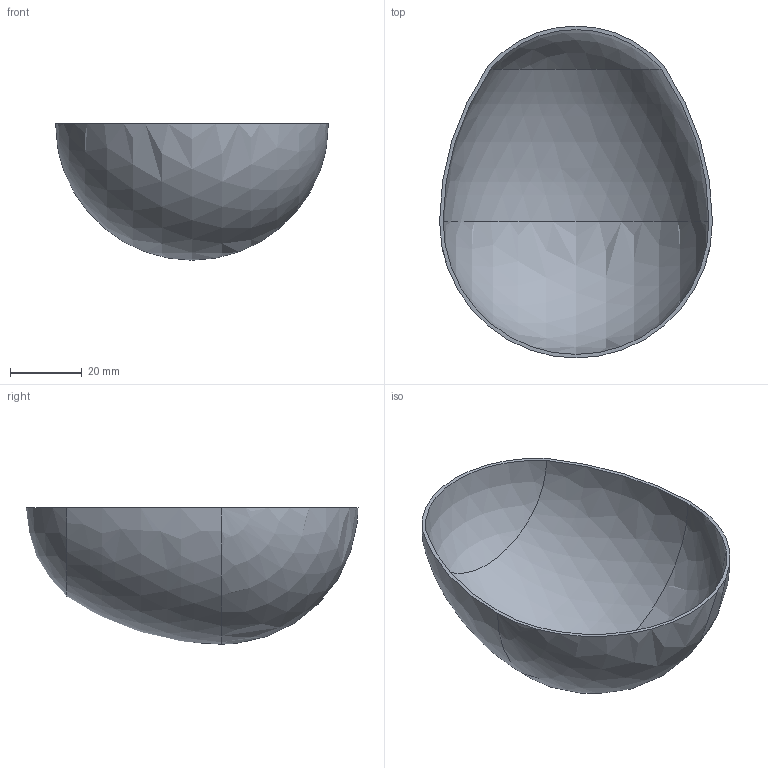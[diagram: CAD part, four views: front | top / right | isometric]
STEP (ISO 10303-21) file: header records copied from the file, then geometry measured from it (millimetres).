
FILE_DESCRIPTION(/* description */ (''),/* implementation_level */ '2;1');
FILE_NAME(/* name */ 'Adam Funnel.step',/* time_stamp */ '2023-02-01T17:10:45-06:00',/* author */ (''),/* organization */ (''),/* preprocessor_version */ 'ST-DEVELOPER v19.2',/* originating_system */ 'Autodesk Translation Framework v11.17.0.187',/* authorisation */ '');
FILE_SCHEMA (('AUTOMOTIVE_DESIGN { 1 0 10303 214 3 1 1 }'));
Length unit declared in the file: millimetre
Products named in the file (1): Adam Funnel
Bounding box: 76.2 x 92.71 x 38.1 mm (x, y, z)
Volume: 10307.3 mm3; surface area: 20881 mm2
Topology: 1 solids, 1 shells, 7 faces, 16 edges, 8 vertices
Faces by surface type: sphere 4, bspline 2, plane 1
Entity records: 231 total; most frequent: CARTESIAN_POINT 56, DIRECTION 36, ORIENTED_EDGE 24, AXIS2_PLACEMENT_3D 18, CIRCLE 12, EDGE_CURVE 12, EDGE_LOOP 8, VERTEX_POINT 8
